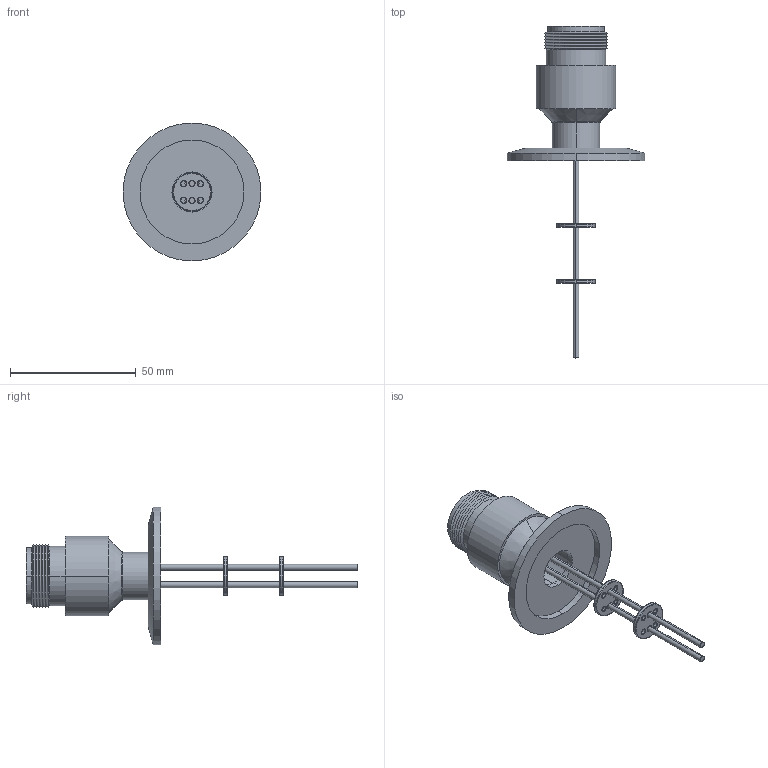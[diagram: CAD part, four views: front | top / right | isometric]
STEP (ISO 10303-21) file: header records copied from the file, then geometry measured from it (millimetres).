
FILE_DESCRIPTION (( 'STEP AP203' ), '1' );
FILE_NAME ('A3992-7-QF.STEP', '2013-05-03T11:56:03', ( '' ), ( '' ), 'SwSTEP 2.0', 'SolidWorks 2012', '' );
FILE_SCHEMA (( 'CONFIG_CONTROL_DESIGN' ));
Length unit declared in the file: inch
Products named in the file (1): A3992-7-QF
Bounding box: 54.89 x 132.19 x 54.89 mm (x, y, z)
Volume: 18893.4 mm3; surface area: 19374.1 mm2
Topology: 1 solids, 1 shells, 225 faces, 528 edges, 325 vertices
Faces by surface type: cone 94, cylinder 78, plane 37, bspline 16
Entity records: 7131 total; most frequent: CARTESIAN_POINT 1704, DIRECTION 1241, ORIENTED_EDGE 1048, EDGE_CURVE 524, AXIS2_PLACEMENT_3D 522, VERTEX_POINT 325, CIRCLE 312, EDGE_LOOP 269
